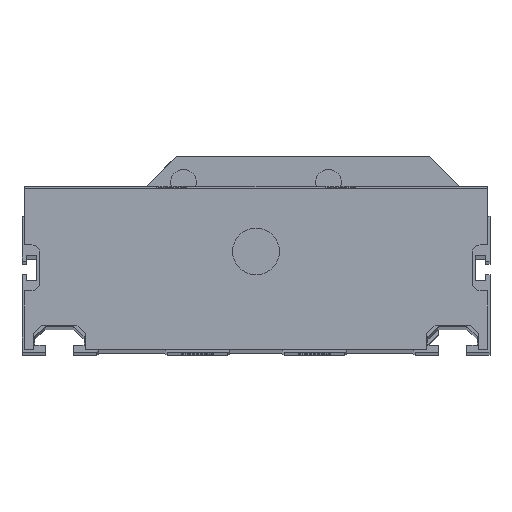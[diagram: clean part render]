
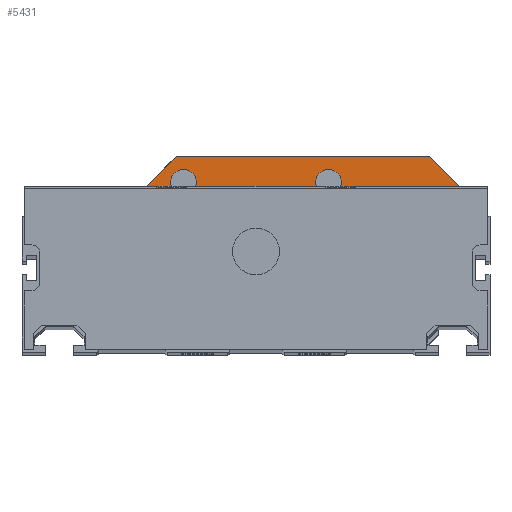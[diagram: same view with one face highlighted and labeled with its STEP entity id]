
A CAD part, top view. The second image highlights one B-rep face of the part: STEP entity #5431.
In plain terms, the highlighted planar face has unit normal (0, 0, 1).
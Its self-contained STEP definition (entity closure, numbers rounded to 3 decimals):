
#139 = FACE_OUTER_BOUND ( 'NONE', #17078, .T. ) ;
#257 = VERTEX_POINT ( 'NONE', #20669 ) ;
#282 = EDGE_CURVE ( 'NONE', #8556, #257, #18031, .T. ) ;
#2105 = CARTESIAN_POINT ( 'NONE',  ( 15.5, 15.5, 0. ) ) ;
#2713 = VECTOR ( 'NONE', #10941, 1000. ) ;
#2960 = ORIENTED_EDGE ( 'NONE', *, *, #12976, .F. ) ;
#3954 = CARTESIAN_POINT ( 'NONE',  ( -47.9, -0.25, 0. ) ) ;
#4480 = AXIS2_PLACEMENT_3D ( 'NONE', #2105, #21472, #11201 ) ;
#4660 = DIRECTION ( 'NONE',  ( 1., 0., 0. ) ) ;
#4788 = DIRECTION ( 'NONE',  ( -1., 0., 0. ) ) ;
#4906 = VERTEX_POINT ( 'NONE', #6753 ) ;
#5431 = ADVANCED_FACE ( 'NONE', ( #139 ), #12708, .T. ) ;
#5432 = ORIENTED_EDGE ( 'NONE', *, *, #21507, .F. ) ;
#5572 = DIRECTION ( 'NONE',  ( 0., 0., 1. ) ) ;
#5591 = VECTOR ( 'NONE', #15281, 1000. ) ;
#5662 = LINE ( 'NONE', #12681, #2713 ) ;
#5967 = ORIENTED_EDGE ( 'NONE', *, *, #9107, .F. ) ;
#6335 = DIRECTION ( 'NONE',  ( -1., 0., 0. ) ) ;
#6659 = EDGE_CURVE ( 'NONE', #4906, #14966, #5662, .T. ) ;
#6753 = CARTESIAN_POINT ( 'NONE',  ( -24.5, 13.5, 0. ) ) ;
#7055 = CIRCLE ( 'NONE', #4480, 3.25 ) ;
#7427 = LINE ( 'NONE', #20090, #7659 ) ;
#7659 = VECTOR ( 'NONE', #14455, 1000. ) ;
#8556 = VERTEX_POINT ( 'NONE', #21893 ) ;
#9047 = VECTOR ( 'NONE', #6335, 1000. ) ;
#9107 = EDGE_CURVE ( 'NONE', #14966, #13782, #11712, .T. ) ;
#9833 = LINE ( 'NONE', #16884, #21304 ) ;
#10190 = CARTESIAN_POINT ( 'NONE',  ( 12.938, 13.5, 0. ) ) ;
#10339 = ORIENTED_EDGE ( 'NONE', *, *, #282, .F. ) ;
#10941 = DIRECTION ( 'NONE',  ( 0.707, 0.707, 0. ) ) ;
#11201 = DIRECTION ( 'NONE',  ( 1., 0., 0. ) ) ;
#11646 = VERTEX_POINT ( 'NONE', #20058 ) ;
#11712 = LINE ( 'NONE', #15057, #5591 ) ;
#12681 = CARTESIAN_POINT ( 'NONE',  ( -17., 21., 0. ) ) ;
#12708 = PLANE ( 'NONE',  #19605 ) ;
#12820 = DIRECTION ( 'NONE',  ( 1., 0., 0. ) ) ;
#12976 = EDGE_CURVE ( 'NONE', #13782, #15081, #18915, .T. ) ;
#13245 = CARTESIAN_POINT ( 'NONE',  ( -49.5, 13.5, 0. ) ) ;
#13314 = CARTESIAN_POINT ( 'NONE',  ( -17., 21., 0. ) ) ;
#13772 = CARTESIAN_POINT ( 'NONE',  ( 44.63, 13.5, 0. ) ) ;
#13782 = VERTEX_POINT ( 'NONE', #22480 ) ;
#14455 = DIRECTION ( 'NONE',  ( -1., 0., 0. ) ) ;
#14718 = AXIS2_PLACEMENT_3D ( 'NONE', #16985, #22274, #4660 ) ;
#14966 = VERTEX_POINT ( 'NONE', #13314 ) ;
#15057 = CARTESIAN_POINT ( 'NONE',  ( 37.13, 21., 0. ) ) ;
#15081 = VERTEX_POINT ( 'NONE', #13772 ) ;
#15281 = DIRECTION ( 'NONE',  ( 1., 0., 0. ) ) ;
#15367 = EDGE_CURVE ( 'NONE', #19817, #8556, #7427, .T. ) ;
#16884 = CARTESIAN_POINT ( 'NONE',  ( 18.062, 13.5, 0. ) ) ;
#16930 = LINE ( 'NONE', #13245, #9047 ) ;
#16985 = CARTESIAN_POINT ( 'NONE',  ( -15.5, 15.5, 0. ) ) ;
#17078 = EDGE_LOOP ( 'NONE', ( #20586, #10339, #19933, #5432, #17683, #2960, #5967, #22802 ) ) ;
#17100 = EDGE_CURVE ( 'NONE', #15081, #11646, #9833, .T. ) ;
#17115 = VECTOR ( 'NONE', #20398, 1000. ) ;
#17683 = ORIENTED_EDGE ( 'NONE', *, *, #17100, .F. ) ;
#18031 = CIRCLE ( 'NONE', #14718, 3.25 ) ;
#18915 = LINE ( 'NONE', #22566, #17115 ) ;
#19605 = AXIS2_PLACEMENT_3D ( 'NONE', #3954, #5572, #12820 ) ;
#19817 = VERTEX_POINT ( 'NONE', #10190 ) ;
#19933 = ORIENTED_EDGE ( 'NONE', *, *, #15367, .F. ) ;
#20058 = CARTESIAN_POINT ( 'NONE',  ( 18.062, 13.5, 0. ) ) ;
#20090 = CARTESIAN_POINT ( 'NONE',  ( -12.938, 13.5, 0. ) ) ;
#20398 = DIRECTION ( 'NONE',  ( 0.707, -0.707, 0. ) ) ;
#20586 = ORIENTED_EDGE ( 'NONE', *, *, #22077, .F. ) ;
#20669 = CARTESIAN_POINT ( 'NONE',  ( -18.062, 13.5, 0. ) ) ;
#21304 = VECTOR ( 'NONE', #4788, 1000. ) ;
#21472 = DIRECTION ( 'NONE',  ( 0., 0., -1. ) ) ;
#21507 = EDGE_CURVE ( 'NONE', #11646, #19817, #7055, .T. ) ;
#21893 = CARTESIAN_POINT ( 'NONE',  ( -12.938, 13.5, 0. ) ) ;
#22077 = EDGE_CURVE ( 'NONE', #257, #4906, #16930, .T. ) ;
#22274 = DIRECTION ( 'NONE',  ( 0., 0., -1. ) ) ;
#22480 = CARTESIAN_POINT ( 'NONE',  ( 37.13, 21., 0. ) ) ;
#22566 = CARTESIAN_POINT ( 'NONE',  ( 37.13, 21., 0. ) ) ;
#22802 = ORIENTED_EDGE ( 'NONE', *, *, #6659, .F. ) ;
